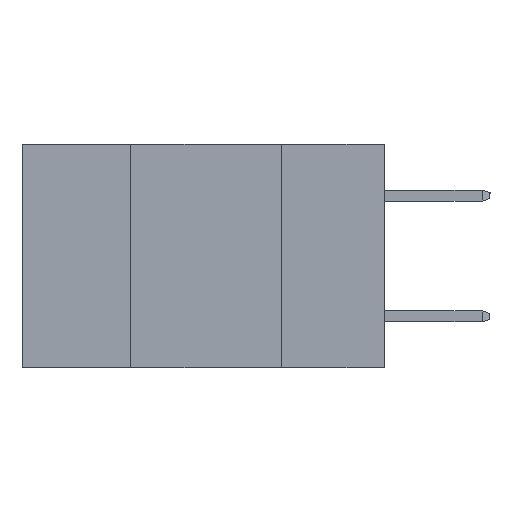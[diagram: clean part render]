
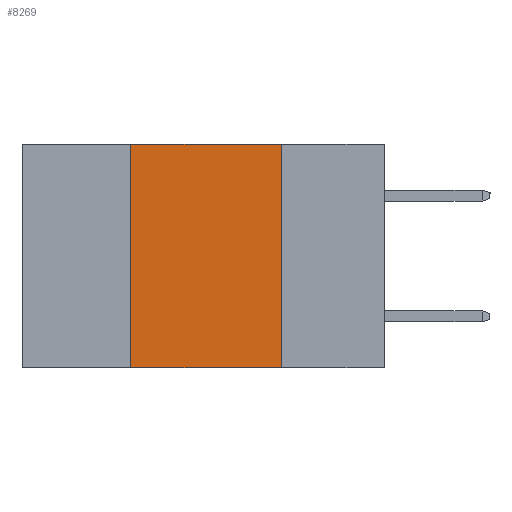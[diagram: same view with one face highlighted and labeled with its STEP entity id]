
A CAD part, left-side view. The second image highlights one B-rep face of the part: STEP entity #8269.
In plain terms, the highlighted planar face has unit normal (-1, 0, 0).
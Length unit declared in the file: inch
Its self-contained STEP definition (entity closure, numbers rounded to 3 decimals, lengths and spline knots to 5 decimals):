
#3 = ORIENTED_EDGE ( 'NONE', *, *, #5750, .F. ) ;
#283 = VECTOR ( 'NONE', #6257, 39.37008 ) ;
#962 = DIRECTION ( 'NONE',  ( 0., -1., 0. ) ) ;
#1072 = ORIENTED_EDGE ( 'NONE', *, *, #5121, .F. ) ;
#1413 = VERTEX_POINT ( 'NONE', #9702 ) ;
#1837 = CARTESIAN_POINT ( 'NONE',  ( 0., 0.6, -0.37 ) ) ;
#2149 = LINE ( 'NONE', #5366, #3607 ) ;
#2208 = AXIS2_PLACEMENT_3D ( 'NONE', #2846, #4445, #7385 ) ;
#2838 = VERTEX_POINT ( 'NONE', #8786 ) ;
#2846 = CARTESIAN_POINT ( 'NONE',  ( 0., 0.6, 0. ) ) ;
#2869 = EDGE_CURVE ( 'NONE', #1413, #3656, #3005, .T. ) ;
#3005 = LINE ( 'NONE', #4394, #6987 ) ;
#3607 = VECTOR ( 'NONE', #3796, 39.37008 ) ;
#3656 = VERTEX_POINT ( 'NONE', #7271 ) ;
#3796 = DIRECTION ( 'NONE',  ( 0., 0., 1. ) ) ;
#4223 = ORIENTED_EDGE ( 'NONE', *, *, #2869, .F. ) ;
#4394 = CARTESIAN_POINT ( 'NONE',  ( 0., 0.6, 0. ) ) ;
#4445 = DIRECTION ( 'NONE',  ( 1., 0., 0. ) ) ;
#4739 = LINE ( 'NONE', #4839, #283 ) ;
#4839 = CARTESIAN_POINT ( 'NONE',  ( 0., 0.17, -0.37 ) ) ;
#5003 = VERTEX_POINT ( 'NONE', #9055 ) ;
#5121 = EDGE_CURVE ( 'NONE', #3656, #2838, #4739, .T. ) ;
#5264 = ORIENTED_EDGE ( 'NONE', *, *, #9021, .T. ) ;
#5366 = CARTESIAN_POINT ( 'NONE',  ( 0., 0.42, -0.37 ) ) ;
#5750 = EDGE_CURVE ( 'NONE', #5003, #1413, #2149, .T. ) ;
#6257 = DIRECTION ( 'NONE',  ( 0., 0., -1. ) ) ;
#6987 = VECTOR ( 'NONE', #8385, 39.37008 ) ;
#7240 = EDGE_LOOP ( 'NONE', ( #1072, #4223, #3, #5264 ) ) ;
#7271 = CARTESIAN_POINT ( 'NONE',  ( 0., 0.17, 0. ) ) ;
#7385 = DIRECTION ( 'NONE',  ( 0., 0., -1. ) ) ;
#8269 = ADVANCED_FACE ( 'NONE', ( #9547 ), #8924, .F. ) ;
#8385 = DIRECTION ( 'NONE',  ( 0., -1., 0. ) ) ;
#8786 = CARTESIAN_POINT ( 'NONE',  ( 0., 0.17, -0.37 ) ) ;
#8924 = PLANE ( 'NONE',  #2208 ) ;
#9021 = EDGE_CURVE ( 'NONE', #5003, #2838, #9294, .T. ) ;
#9055 = CARTESIAN_POINT ( 'NONE',  ( 0., 0.42, -0.37 ) ) ;
#9294 = LINE ( 'NONE', #1837, #9514 ) ;
#9514 = VECTOR ( 'NONE', #962, 39.37008 ) ;
#9547 = FACE_OUTER_BOUND ( 'NONE', #7240, .T. ) ;
#9702 = CARTESIAN_POINT ( 'NONE',  ( 0., 0.42, 0. ) ) ;
